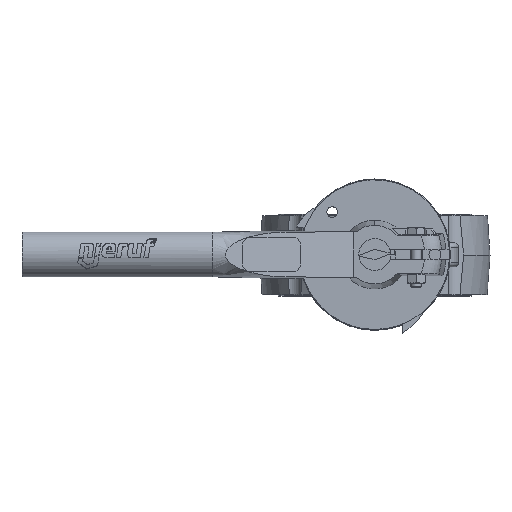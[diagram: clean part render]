
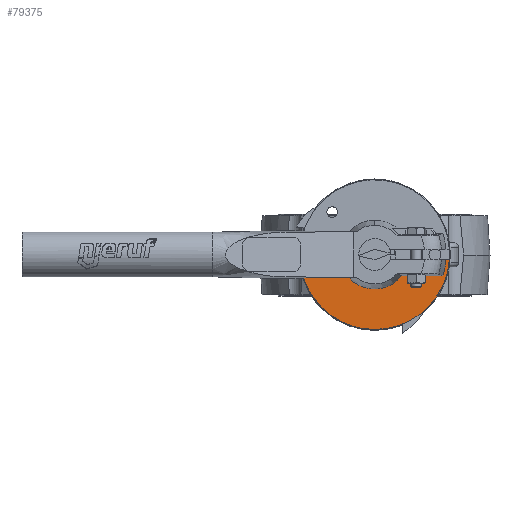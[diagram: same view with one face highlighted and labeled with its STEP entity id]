
A CAD part, top view. The second image highlights one B-rep face of the part: STEP entity #79375.
In plain terms, the highlighted planar face has unit normal (0, 0, 1).
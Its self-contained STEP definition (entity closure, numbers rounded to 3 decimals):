
#72882=CARTESIAN_POINT('',(0.,-43.5,176.));
#72883=VERTEX_POINT('',#72882);
#72890=CARTESIAN_POINT('',(-41.325,-13.583,176.));
#72891=VERTEX_POINT('',#72890);
#72892=CARTESIAN_POINT('',(0.,0.,176.));
#72893=DIRECTION('',(-0.,0.,1.));
#72894=DIRECTION('',(0.,-1.,0.));
#72895=AXIS2_PLACEMENT_3D('',#72892,#72893,#72894);
#72896=CIRCLE('',#72895,43.5);
#72897=EDGE_CURVE('NONE',#72891,#72883,#72896,.T.);
#79308=CARTESIAN_POINT('',(43.407,-2.85,176.));
#79309=VERTEX_POINT('',#79308);
#79316=CARTESIAN_POINT('',(0.,0.,176.));
#79317=DIRECTION('',(-0.,0.,1.));
#79318=DIRECTION('',(0.,-1.,0.));
#79319=AXIS2_PLACEMENT_3D('',#79316,#79317,#79318);
#79320=CIRCLE('',#79319,43.5);
#79321=EDGE_CURVE('NONE',#72883,#79309,#79320,.T.);
#79326=CARTESIAN_POINT('',(-43.5,0.,176.));
#79327=DIRECTION('',(-0.,0.,1.));
#79328=DIRECTION('',(0.,-1.,0.));
#79329=AXIS2_PLACEMENT_3D('',#79326,#79327,#79328);
#79330=PLANE('',#79329);
#79331=CARTESIAN_POINT('',(41.402,-2.85,176.));
#79332=VERTEX_POINT('',#79331);
#79333=CARTESIAN_POINT('',(41.402,-2.85,176.));
#79334=DIRECTION('',(1.,0.,0.));
#79335=VECTOR('',#79334,2.005);
#79336=LINE('',#79333,#79335);
#79337=EDGE_CURVE('NONE',#79332,#79309,#79336,.T.);
#79338=ORIENTED_EDGE('',*,*,#79337,.F.);
#79339=CARTESIAN_POINT('',(39.665,-12.205,176.));
#79340=VERTEX_POINT('',#79339);
#79341=CARTESIAN_POINT('',(0.,0.,176.));
#79342=DIRECTION('',(-0.,0.,1.));
#79343=DIRECTION('',(0.,-1.,0.));
#79344=AXIS2_PLACEMENT_3D('',#79341,#79342,#79343);
#79345=CIRCLE('',#79344,41.5);
#79346=EDGE_CURVE('NONE',#79340,#79332,#79345,.T.);
#79347=ORIENTED_EDGE('',*,*,#79346,.F.);
#79348=CARTESIAN_POINT('',(15.844,-12.205,176.));
#79349=VERTEX_POINT('',#79348);
#79350=CARTESIAN_POINT('',(15.844,-12.205,176.));
#79351=DIRECTION('',(1.,0.,0.));
#79352=VECTOR('',#79351,23.821);
#79353=LINE('',#79350,#79352);
#79354=EDGE_CURVE('NONE',#79349,#79340,#79353,.T.);
#79355=ORIENTED_EDGE('',*,*,#79354,.F.);
#79356=CARTESIAN_POINT('',(-14.68,-13.583,176.));
#79357=VERTEX_POINT('',#79356);
#79358=CARTESIAN_POINT('',(0.,0.,176.));
#79359=DIRECTION('',(-0.,0.,1.));
#79360=DIRECTION('',(-0.,1.,-0.));
#79361=AXIS2_PLACEMENT_3D('',#79358,#79359,#79360);
#79362=CIRCLE('',#79361,20.);
#79363=EDGE_CURVE('NONE',#79357,#79349,#79362,.T.);
#79364=ORIENTED_EDGE('',*,*,#79363,.F.);
#79365=CARTESIAN_POINT('',(-14.68,-13.583,176.));
#79366=DIRECTION('',(-1.,-0.,-0.));
#79367=VECTOR('',#79366,26.645);
#79368=LINE('',#79365,#79367);
#79369=EDGE_CURVE('NONE',#79357,#72891,#79368,.T.);
#79370=ORIENTED_EDGE('',*,*,#79369,.T.);
#79371=ORIENTED_EDGE('',*,*,#72897,.T.);
#79372=ORIENTED_EDGE('',*,*,#79321,.T.);
#79373=EDGE_LOOP('',(#79338,#79347,#79355,#79364,#79370,#79371,#79372));
#79374=FACE_BOUND('',#79373,.T.);
#79375=ADVANCED_FACE('NONE',(#79374),#79330,.T.);
